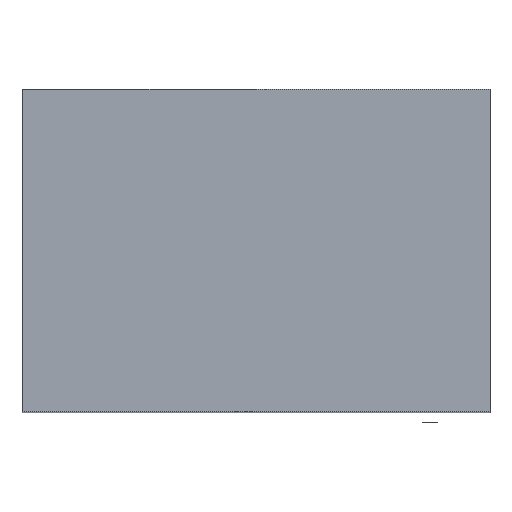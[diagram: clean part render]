
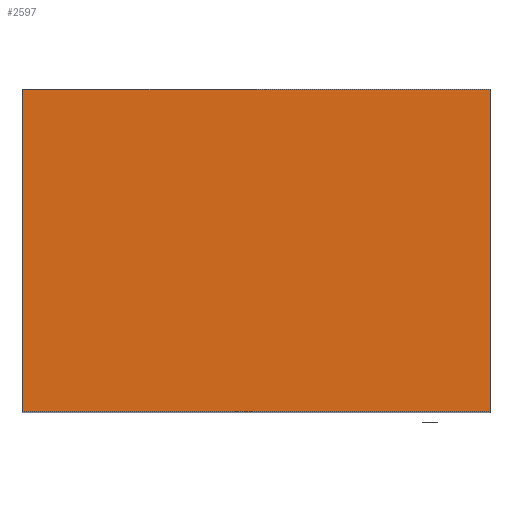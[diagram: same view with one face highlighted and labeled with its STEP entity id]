
A CAD part, top view. The second image highlights one B-rep face of the part: STEP entity #2597.
In plain terms, the highlighted planar face has unit normal (0, 0, 1).
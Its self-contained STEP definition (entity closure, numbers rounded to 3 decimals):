
#104 = ORIENTED_EDGE ( 'NONE', *, *, #1125, .T. ) ;
#371 = DIRECTION ( 'NONE',  ( 0., -1., 0. ) ) ;
#389 = CARTESIAN_POINT ( 'NONE',  ( 5.8, -4., 5.25 ) ) ;
#503 = LINE ( 'NONE', #2675, #4241 ) ;
#517 = CARTESIAN_POINT ( 'NONE',  ( -5.8, -4., 5.25 ) ) ;
#769 = CARTESIAN_POINT ( 'NONE',  ( 5.8, -4.25, 5.25 ) ) ;
#976 = DIRECTION ( 'NONE',  ( 0., 1., 0. ) ) ;
#997 = LINE ( 'NONE', #4333, #4719 ) ;
#1101 = ORIENTED_EDGE ( 'NONE', *, *, #4464, .F. ) ;
#1118 = CARTESIAN_POINT ( 'NONE',  ( 5.8, 4., 5.25 ) ) ;
#1125 = EDGE_CURVE ( 'NONE', #4523, #2182, #997, .T. ) ;
#1351 = VECTOR ( 'NONE', #976, 1000. ) ;
#1385 = DIRECTION ( 'NONE',  ( 0., 1., 0. ) ) ;
#1392 = AXIS2_PLACEMENT_3D ( 'NONE', #1454, #3603, #371 ) ;
#1454 = CARTESIAN_POINT ( 'NONE',  ( 5.8, -4.25, 5.25 ) ) ;
#1865 = VERTEX_POINT ( 'NONE', #517 ) ;
#2080 = DIRECTION ( 'NONE',  ( -1., 0., 0. ) ) ;
#2182 = VERTEX_POINT ( 'NONE', #5415 ) ;
#2597 = ADVANCED_FACE ( 'NONE', ( #3347 ), #6256, .F. ) ;
#2614 = LINE ( 'NONE', #6327, #1351 ) ;
#2675 = CARTESIAN_POINT ( 'NONE',  ( 5.8, -4., 5.25 ) ) ;
#3289 = EDGE_CURVE ( 'NONE', #6926, #4523, #5029, .T. ) ;
#3347 = FACE_OUTER_BOUND ( 'NONE', #4514, .T. ) ;
#3603 = DIRECTION ( 'NONE',  ( 0., 0., -1. ) ) ;
#3897 = EDGE_CURVE ( 'NONE', #6926, #1865, #503, .T. ) ;
#4132 = ORIENTED_EDGE ( 'NONE', *, *, #3897, .F. ) ;
#4241 = VECTOR ( 'NONE', #6941, 1000. ) ;
#4333 = CARTESIAN_POINT ( 'NONE',  ( 5.8, 4., 5.25 ) ) ;
#4464 = EDGE_CURVE ( 'NONE', #1865, #2182, #2614, .T. ) ;
#4514 = EDGE_LOOP ( 'NONE', ( #104, #1101, #4132, #6729 ) ) ;
#4523 = VERTEX_POINT ( 'NONE', #1118 ) ;
#4719 = VECTOR ( 'NONE', #2080, 1000. ) ;
#5029 = LINE ( 'NONE', #769, #6227 ) ;
#5415 = CARTESIAN_POINT ( 'NONE',  ( -5.8, 4., 5.25 ) ) ;
#6227 = VECTOR ( 'NONE', #1385, 1000. ) ;
#6256 = PLANE ( 'NONE',  #1392 ) ;
#6327 = CARTESIAN_POINT ( 'NONE',  ( -5.8, -4.25, 5.25 ) ) ;
#6729 = ORIENTED_EDGE ( 'NONE', *, *, #3289, .T. ) ;
#6926 = VERTEX_POINT ( 'NONE', #389 ) ;
#6941 = DIRECTION ( 'NONE',  ( -1., 0., 0. ) ) ;
